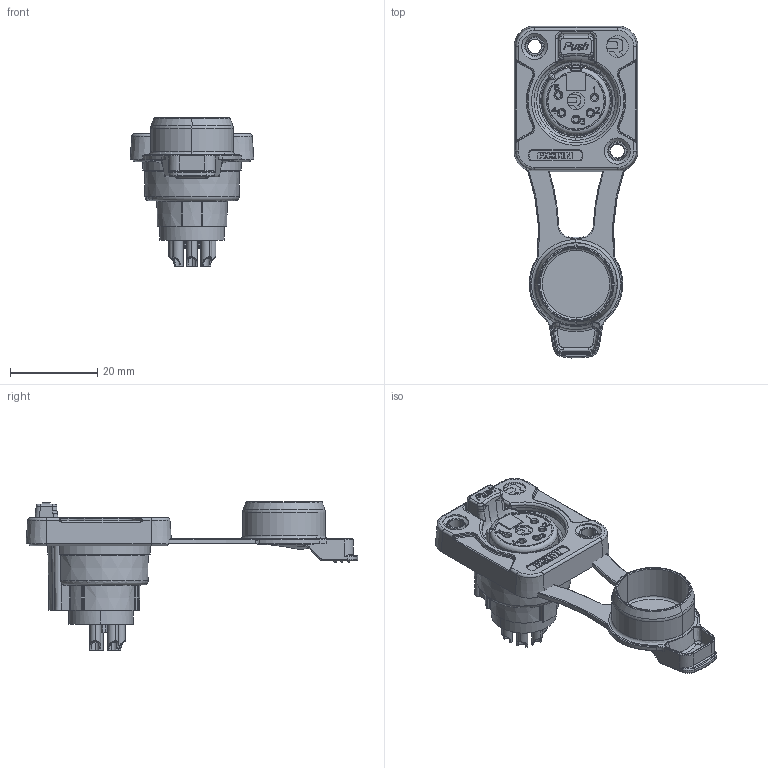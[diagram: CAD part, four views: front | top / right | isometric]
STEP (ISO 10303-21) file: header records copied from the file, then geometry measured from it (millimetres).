
FILE_DESCRIPTION((''),'2;1');
FILE_NAME('ULTMATEXLR_ASM','2021-03-04T15:18:22',('lwb'),(''),'CREO PARAMETRIC BY PTC INC, 2018050','CREO PARAMETRIC BY PTC INC, 2018050','');
FILE_SCHEMA(('CONFIG_CONTROL_DESIGN'));
Length unit declared in the file: millimetre
Products named in the file (1): ULTMATEXLR_ASM
Bounding box: 28.4 x 76.17 x 34.1 mm (x, y, z)
Volume: 7624.3 mm3; surface area: 12801.8 mm2
Topology: 1 solids, 3 shells, 1951 faces, 5102 edges, 3204 vertices
Faces by surface type: plane 792, cylinder 405, bspline 250, torus 223, cone 176, extrusion 66, sphere 39
Entity records: 73490 total; most frequent: CARTESIAN_POINT 27507, ORIENTED_EDGE 10163, DIRECTION 8803, EDGE_CURVE 5083, VERTEX_POINT 3204, AXIS2_PLACEMENT_3D 3105, VECTOR 2593, LINE 2527
